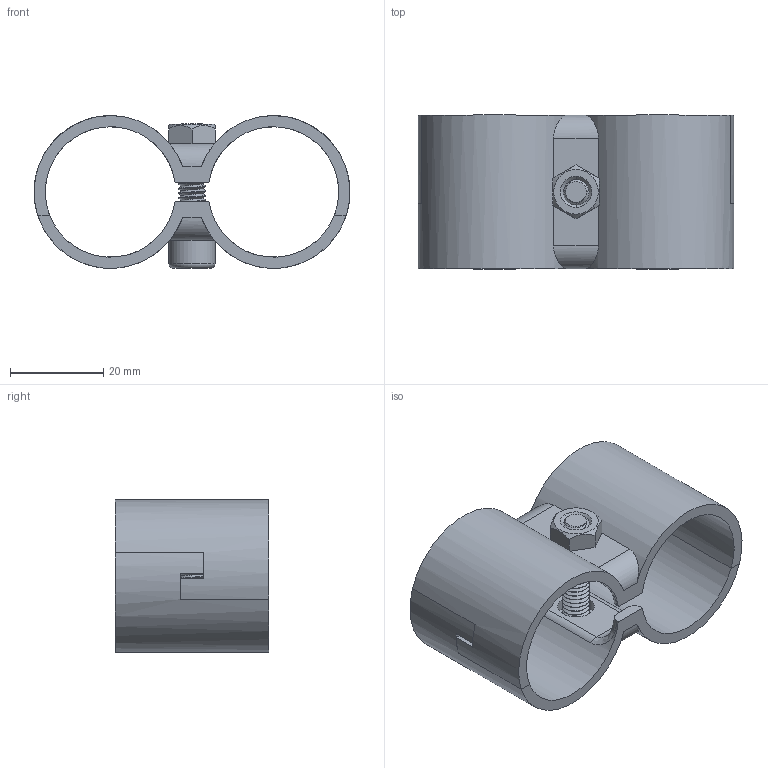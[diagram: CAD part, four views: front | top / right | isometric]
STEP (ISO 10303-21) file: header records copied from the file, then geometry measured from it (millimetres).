
FILE_DESCRIPTION((''),'2;1');
FILE_NAME('DF-11B-Z_ASM','2021-06-01T08:30:48',('Administrator'),(''),'CREO PARAMETRIC BY PTC INC, 2019224','CREO PARAMETRIC BY PTC INC, 2019224','');
FILE_SCHEMA(('CONFIG_CONTROL_DESIGN'));
Length unit declared in the file: millimetre
Products named in the file (4): D-15; F-180-1; F-170; DF-11B-Z_ASM
Assembly tree (4 placements, depth 2):
  DF-11B-Z_ASM
    D-15  x2
    F-180-1
    F-170
Bounding box: 67.78 x 33 x 32.8 mm (x, y, z)
Volume: 15075.3 mm3; surface area: 14641.3 mm2
Topology: 4 solids, 4 shells, 180 faces, 471 edges, 302 vertices
Faces by surface type: cylinder 84, plane 56, bspline 22, torus 10, cone 8
Entity records: 10343 total; most frequent: CARTESIAN_POINT 7038, ORIENTED_EDGE 742, DIRECTION 550, EDGE_CURVE 371, VERTEX_POINT 238, AXIS2_PLACEMENT_3D 195, VECTOR 160, LINE 160
